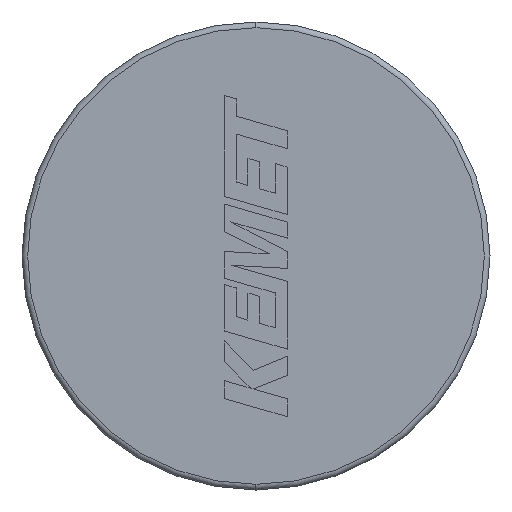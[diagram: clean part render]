
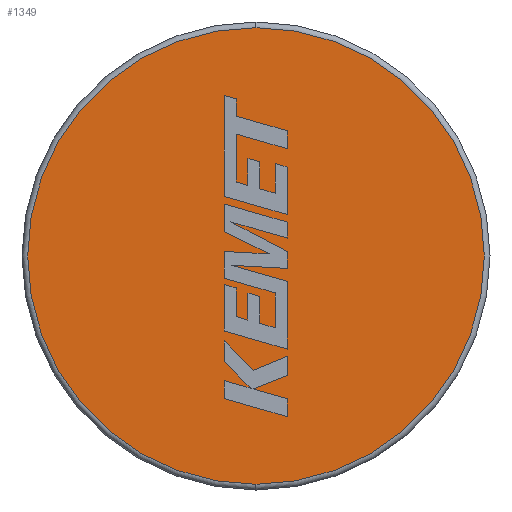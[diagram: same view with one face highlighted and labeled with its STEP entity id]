
A CAD part, left-side view. The second image highlights one B-rep face of the part: STEP entity #1349.
In plain terms, the highlighted planar face has unit normal (-1, 0, 0).
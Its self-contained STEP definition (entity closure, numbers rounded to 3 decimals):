
#134 = CIRCLE ( 'NONE', #3035, 8.05 ) ;
#230 = CARTESIAN_POINT ( 'NONE',  ( 0., 0., 0. ) ) ;
#446 = DIRECTION ( 'NONE',  ( -1., 0., 0. ) ) ;
#745 = DIRECTION ( 'NONE',  ( 1., 0., 0. ) ) ;
#895 = VERTEX_POINT ( 'NONE', #1115 ) ;
#1115 = CARTESIAN_POINT ( 'NONE',  ( 0., 0., -8.05 ) ) ;
#1349 = ADVANCED_FACE ( 'NONE', ( #2197 ), #2837, .F. ) ;
#1626 = DIRECTION ( 'NONE',  ( 0., 0., -1. ) ) ;
#1876 = CARTESIAN_POINT ( 'NONE',  ( 0., 0., 0. ) ) ;
#1990 = DIRECTION ( 'NONE',  ( 0., 0., -1. ) ) ;
#2070 = CARTESIAN_POINT ( 'NONE',  ( 0., 0., 0. ) ) ;
#2197 = FACE_OUTER_BOUND ( 'NONE', #3338, .T. ) ;
#2200 = CARTESIAN_POINT ( 'NONE',  ( 0., 0., 8.05 ) ) ;
#2319 = AXIS2_PLACEMENT_3D ( 'NONE', #2070, #446, #1990 ) ;
#2329 = EDGE_CURVE ( 'NONE', #2410, #895, #2754, .T. ) ;
#2410 = VERTEX_POINT ( 'NONE', #2200 ) ;
#2547 = ORIENTED_EDGE ( 'NONE', *, *, #3050, .T. ) ;
#2567 = DIRECTION ( 'NONE',  ( 0., 0., -1. ) ) ;
#2754 = CIRCLE ( 'NONE', #2319, 8.05 ) ;
#2837 = PLANE ( 'NONE',  #2893 ) ;
#2893 = AXIS2_PLACEMENT_3D ( 'NONE', #230, #745, #2567 ) ;
#3035 = AXIS2_PLACEMENT_3D ( 'NONE', #1876, #3210, #1626 ) ;
#3050 = EDGE_CURVE ( 'NONE', #895, #2410, #134, .T. ) ;
#3210 = DIRECTION ( 'NONE',  ( -1., 0., 0. ) ) ;
#3248 = ORIENTED_EDGE ( 'NONE', *, *, #2329, .T. ) ;
#3338 = EDGE_LOOP ( 'NONE', ( #2547, #3248 ) ) ;
